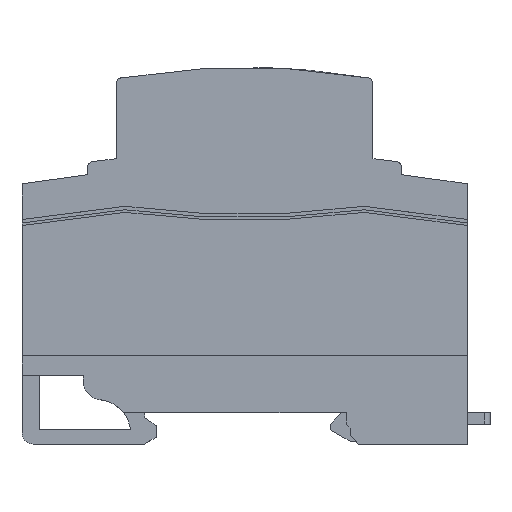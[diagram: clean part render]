
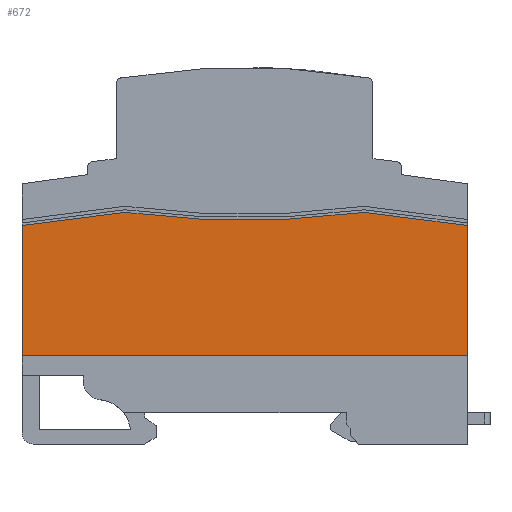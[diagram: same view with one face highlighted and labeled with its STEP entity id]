
A CAD part, top view. The second image highlights one B-rep face of the part: STEP entity #672.
In plain terms, the highlighted planar face has unit normal (0, 0, 1).
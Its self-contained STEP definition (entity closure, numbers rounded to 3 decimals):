
#3 = CIRCLE ( 'NONE', #6584, 0.22 ) ;
#204 = ORIENTED_EDGE ( 'NONE', *, *, #4784, .F. ) ;
#522 = EDGE_CURVE ( 'NONE', #7736, #9237, #7686, .T. ) ;
#541 = VERTEX_POINT ( 'NONE', #2192 ) ;
#571 = DIRECTION ( 'NONE',  ( 1., 0., 0. ) ) ;
#579 = DIRECTION ( 'NONE',  ( -1., 0., 0. ) ) ;
#604 = AXIS2_PLACEMENT_3D ( 'NONE', #1052, #3394, #6863 ) ;
#650 = VERTEX_POINT ( 'NONE', #5706 ) ;
#661 = VECTOR ( 'NONE', #1624, 1000. ) ;
#672 = ADVANCED_FACE ( 'NONE', ( #1904 ), #2779, .T. ) ;
#702 = DIRECTION ( 'NONE',  ( 0., 0., 1. ) ) ;
#808 = CARTESIAN_POINT ( 'NONE',  ( 0., 38.3, -4.5 ) ) ;
#894 = LINE ( 'NONE', #4219, #2329 ) ;
#1011 = EDGE_CURVE ( 'NONE', #650, #7736, #5539, .T. ) ;
#1015 = CARTESIAN_POINT ( 'NONE',  ( 78., 15.5, -4.5 ) ) ;
#1052 = CARTESIAN_POINT ( 'NONE',  ( 60.001, 40.378, -4.5 ) ) ;
#1381 = CARTESIAN_POINT ( 'NONE',  ( 17.999, 40.378, -4.5 ) ) ;
#1624 = DIRECTION ( 'NONE',  ( 0., 1., 0. ) ) ;
#1829 = CARTESIAN_POINT ( 'NONE',  ( 17.971, 40.596, -4.5 ) ) ;
#1904 = FACE_OUTER_BOUND ( 'NONE', #6101, .T. ) ;
#1949 = ORIENTED_EDGE ( 'NONE', *, *, #6681, .T. ) ;
#2192 = CARTESIAN_POINT ( 'NONE',  ( 78., 38.3, -4.5 ) ) ;
#2329 = VECTOR ( 'NONE', #7679, 1000. ) ;
#2644 = ORIENTED_EDGE ( 'NONE', *, *, #10279, .F. ) ;
#2779 = PLANE ( 'NONE',  #5331 ) ;
#3064 = ORIENTED_EDGE ( 'NONE', *, *, #522, .F. ) ;
#3119 = VECTOR ( 'NONE', #4893, 1000. ) ;
#3172 = VECTOR ( 'NONE', #579, 1000. ) ;
#3311 = EDGE_CURVE ( 'NONE', #9244, #650, #9316, .T. ) ;
#3394 = DIRECTION ( 'NONE',  ( 0., 0., 1. ) ) ;
#3440 = ORIENTED_EDGE ( 'NONE', *, *, #5439, .T. ) ;
#4005 = VECTOR ( 'NONE', #8550, 1000. ) ;
#4030 = DIRECTION ( 'NONE',  ( -1., 0., 0. ) ) ;
#4183 = LINE ( 'NONE', #6453, #3119 ) ;
#4219 = CARTESIAN_POINT ( 'NONE',  ( 78., 38.3, -4.5 ) ) ;
#4294 = VERTEX_POINT ( 'NONE', #6611 ) ;
#4358 = CARTESIAN_POINT ( 'NONE',  ( 39., 197.4, -4.5 ) ) ;
#4648 = ORIENTED_EDGE ( 'NONE', *, *, #3311, .F. ) ;
#4784 = EDGE_CURVE ( 'NONE', #541, #9244, #894, .T. ) ;
#4809 = AXIS2_PLACEMENT_3D ( 'NONE', #8143, #702, #4030 ) ;
#4893 = DIRECTION ( 'NONE',  ( 0.992, -0.127, 0. ) ) ;
#5331 = AXIS2_PLACEMENT_3D ( 'NONE', #4358, #9179, #6077 ) ;
#5439 = EDGE_CURVE ( 'NONE', #4294, #6908, #9962, .T. ) ;
#5461 = DIRECTION ( 'NONE',  ( 0., 0., 1. ) ) ;
#5539 = LINE ( 'NONE', #808, #661 ) ;
#5706 = CARTESIAN_POINT ( 'NONE',  ( 0., 15.5, -4.5 ) ) ;
#5919 = CARTESIAN_POINT ( 'NONE',  ( 18.029, 40.596, -4.5 ) ) ;
#5995 = CARTESIAN_POINT ( 'NONE',  ( 0., 38.3, -4.5 ) ) ;
#6077 = DIRECTION ( 'NONE',  ( -1., 0., 0. ) ) ;
#6101 = EDGE_LOOP ( 'NONE', ( #2644, #1949, #3064, #10497, #4648, #204, #7651, #3440 ) ) ;
#6124 = EDGE_CURVE ( 'NONE', #4294, #541, #4183, .T. ) ;
#6180 = CIRCLE ( 'NONE', #4809, 158.2 ) ;
#6311 = CARTESIAN_POINT ( 'NONE',  ( 18., 40.6, -4.5 ) ) ;
#6453 = CARTESIAN_POINT ( 'NONE',  ( 78., 38.3, -4.5 ) ) ;
#6584 = AXIS2_PLACEMENT_3D ( 'NONE', #1381, #5461, #571 ) ;
#6611 = CARTESIAN_POINT ( 'NONE',  ( 60.029, 40.596, -4.5 ) ) ;
#6681 = EDGE_CURVE ( 'NONE', #8499, #9237, #3, .T. ) ;
#6856 = CARTESIAN_POINT ( 'NONE',  ( 59.971, 40.596, -4.5 ) ) ;
#6863 = DIRECTION ( 'NONE',  ( 1., 0., 0. ) ) ;
#6908 = VERTEX_POINT ( 'NONE', #6856 ) ;
#7651 = ORIENTED_EDGE ( 'NONE', *, *, #6124, .F. ) ;
#7679 = DIRECTION ( 'NONE',  ( 0., -1., 0. ) ) ;
#7686 = LINE ( 'NONE', #6311, #4005 ) ;
#7736 = VERTEX_POINT ( 'NONE', #5995 ) ;
#8018 = CARTESIAN_POINT ( 'NONE',  ( 78., 15.5, -4.5 ) ) ;
#8143 = CARTESIAN_POINT ( 'NONE',  ( 39., 197.4, -4.5 ) ) ;
#8499 = VERTEX_POINT ( 'NONE', #5919 ) ;
#8550 = DIRECTION ( 'NONE',  ( 0.992, 0.127, 0. ) ) ;
#9179 = DIRECTION ( 'NONE',  ( 0., 0., 1. ) ) ;
#9237 = VERTEX_POINT ( 'NONE', #1829 ) ;
#9244 = VERTEX_POINT ( 'NONE', #1015 ) ;
#9316 = LINE ( 'NONE', #8018, #3172 ) ;
#9962 = CIRCLE ( 'NONE', #604, 0.22 ) ;
#10279 = EDGE_CURVE ( 'NONE', #8499, #6908, #6180, .T. ) ;
#10497 = ORIENTED_EDGE ( 'NONE', *, *, #1011, .F. ) ;
